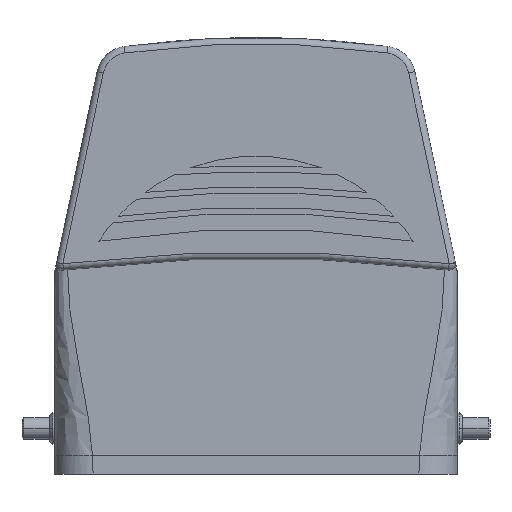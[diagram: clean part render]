
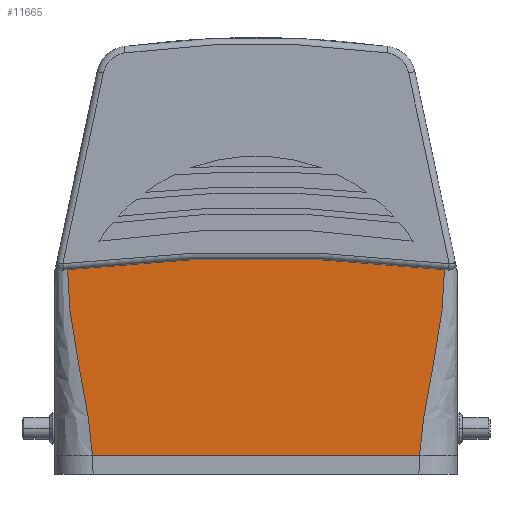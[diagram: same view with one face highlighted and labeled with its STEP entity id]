
A CAD part, top view. The second image highlights one B-rep face of the part: STEP entity #11665.
In plain terms, the highlighted planar face has unit normal (0, 0, 1).
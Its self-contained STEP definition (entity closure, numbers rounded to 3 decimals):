
#76 = CARTESIAN_POINT ( 'NONE',  ( -29.5, 31.75, 14.89 ) ) ;
#110 = VERTEX_POINT ( 'NONE', #9772 ) ;
#408 = CARTESIAN_POINT ( 'NONE',  ( 0., 2.95, 14.89 ) ) ;
#1770 = CARTESIAN_POINT ( 'NONE',  ( -26.209, 12.55, 14.89 ) ) ;
#2275 = VERTEX_POINT ( 'NONE', #8891 ) ;
#2342 = PLANE ( 'NONE',  #9951 ) ;
#2477 = B_SPLINE_CURVE_WITH_KNOTS ( 'NONE', 3,
 ( #2492, #14364, #16092, #5952, #17761, #7653, #19436 ),
 .UNSPECIFIED., .F., .F.,
 ( 4, 3, 4 ),
 ( -0.029, 0., 0. ),
 .UNSPECIFIED. ) ;
#2492 = CARTESIAN_POINT ( 'NONE',  ( 25.597, 2.95, 14.89 ) ) ;
#3319 = CARTESIAN_POINT ( 'NONE',  ( -29.5, 31.996, 14.89 ) ) ;
#3393 = CARTESIAN_POINT ( 'NONE',  ( -29.5, 31.914, 14.89 ) ) ;
#3414 = EDGE_CURVE ( 'NONE', #2275, #110, #15721, .T. ) ;
#4106 = DIRECTION ( 'NONE',  ( 0., 0., -1. ) ) ;
#4930 = ORIENTED_EDGE ( 'NONE', *, *, #7656, .T. ) ;
#4952 = ORIENTED_EDGE ( 'NONE', *, *, #20447, .F. ) ;
#4972 = ORIENTED_EDGE ( 'NONE', *, *, #15452, .T. ) ;
#5137 = CARTESIAN_POINT ( 'NONE',  ( 0., -216.258, 14.89 ) ) ;
#5537 = VERTEX_POINT ( 'NONE', #14959 ) ;
#5952 = CARTESIAN_POINT ( 'NONE',  ( 29.5, 31.75, 14.89 ) ) ;
#6823 = DIRECTION ( 'NONE',  ( -1., 0., 0. ) ) ;
#7653 = CARTESIAN_POINT ( 'NONE',  ( 29.5, 31.914, 14.89 ) ) ;
#7656 = EDGE_CURVE ( 'NONE', #9229, #2275, #2477, .T. ) ;
#8891 = CARTESIAN_POINT ( 'NONE',  ( 29.5, 31.996, 14.89 ) ) ;
#9229 = VERTEX_POINT ( 'NONE', #20626 ) ;
#9772 = CARTESIAN_POINT ( 'NONE',  ( -29.5, 31.996, 14.89 ) ) ;
#9951 = AXIS2_PLACEMENT_3D ( 'NONE', #14215, #4106, #15940 ) ;
#10157 = CARTESIAN_POINT ( 'NONE',  ( -29.5, 31.832, 14.89 ) ) ;
#10305 = FACE_OUTER_BOUND ( 'NONE', #13344, .T. ) ;
#11665 = ADVANCED_FACE ( 'NONE', ( #10305 ), #2342, .F. ) ;
#11871 = CARTESIAN_POINT ( 'NONE',  ( -29.5, 22.15, 14.89 ) ) ;
#12562 = VECTOR ( 'NONE', #13837, 1000. ) ;
#13344 = EDGE_LOOP ( 'NONE', ( #4952, #4930, #21219, #4972 ) ) ;
#13574 = CARTESIAN_POINT ( 'NONE',  ( -25.597, 2.95, 14.89 ) ) ;
#13837 = DIRECTION ( 'NONE',  ( -1., 0., 0. ) ) ;
#14215 = CARTESIAN_POINT ( 'NONE',  ( 0., -216.258, 14.89 ) ) ;
#14364 = CARTESIAN_POINT ( 'NONE',  ( 26.209, 12.55, 14.89 ) ) ;
#14959 = CARTESIAN_POINT ( 'NONE',  ( -25.597, 2.95, 14.89 ) ) ;
#15452 = EDGE_CURVE ( 'NONE', #110, #5537, #18878, .T. ) ;
#15721 = CIRCLE ( 'NONE', #16706, 250. ) ;
#15940 = DIRECTION ( 'NONE',  ( -1., 0., 0. ) ) ;
#16092 = CARTESIAN_POINT ( 'NONE',  ( 29.5, 22.15, 14.89 ) ) ;
#16706 = AXIS2_PLACEMENT_3D ( 'NONE', #5137, #16951, #6823 ) ;
#16951 = DIRECTION ( 'NONE',  ( 0., 0., 1. ) ) ;
#17761 = CARTESIAN_POINT ( 'NONE',  ( 29.5, 31.832, 14.89 ) ) ;
#18878 = B_SPLINE_CURVE_WITH_KNOTS ( 'NONE', 3,
 ( #3319, #3393, #10157, #76, #11871, #1770, #13574 ),
 .UNSPECIFIED., .F., .F.,
 ( 4, 3, 4 ),
 ( 0., 0., 0.029 ),
 .UNSPECIFIED. ) ;
#19436 = CARTESIAN_POINT ( 'NONE',  ( 29.5, 31.996, 14.89 ) ) ;
#20447 = EDGE_CURVE ( 'NONE', #9229, #5537, #21488, .T. ) ;
#20626 = CARTESIAN_POINT ( 'NONE',  ( 25.597, 2.95, 14.89 ) ) ;
#21219 = ORIENTED_EDGE ( 'NONE', *, *, #3414, .T. ) ;
#21488 = LINE ( 'NONE', #408, #12562 ) ;
